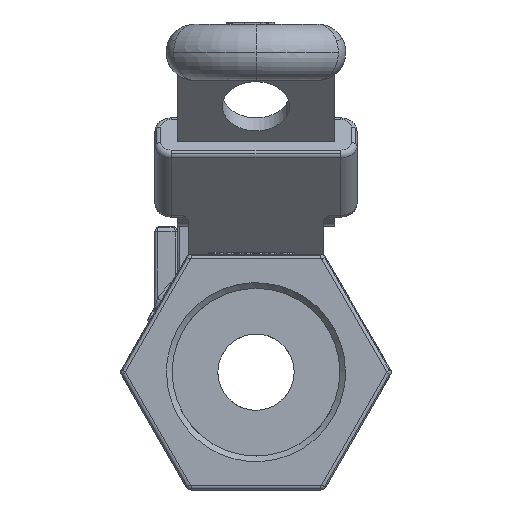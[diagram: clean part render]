
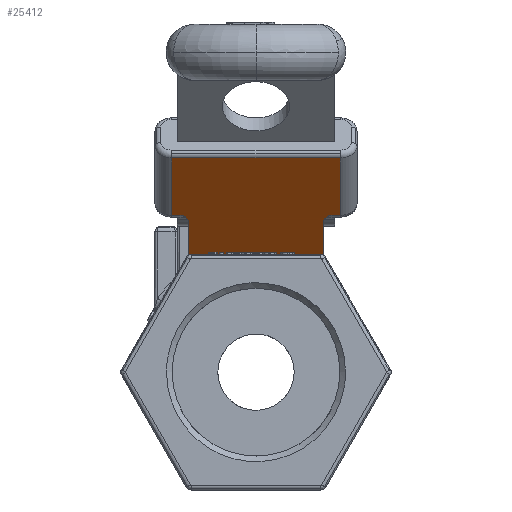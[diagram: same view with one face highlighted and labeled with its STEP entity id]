
A CAD part, front view. The second image highlights one B-rep face of the part: STEP entity #25412.
In plain terms, the highlighted planar face has unit normal (0, -0.73, -0.683).
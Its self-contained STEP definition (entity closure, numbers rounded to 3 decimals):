
#23847=CARTESIAN_POINT('',(-6.,-7.479,8.5));
#23848=VERTEX_POINT('',#23847);
#23855=CARTESIAN_POINT('',(-6.,-12.013,13.343));
#23856=VERTEX_POINT('',#23855);
#23857=CARTESIAN_POINT('',(-6.,-12.013,13.343));
#23858=DIRECTION('',(0.,0.683,-0.73));
#23859=VECTOR('',#23858,6.634);
#23860=LINE('',#23857,#23859);
#23861=EDGE_CURVE('',#23856,#23848,#23860,.T.);
#23930=CARTESIAN_POINT('',(6.,-7.479,8.5));
#23931=VERTEX_POINT('',#23930);
#23938=CARTESIAN_POINT('',(-6.,-7.479,8.5));
#23939=DIRECTION('',(1.,-0.,0.));
#23940=VECTOR('',#23939,12.);
#23941=LINE('',#23938,#23940);
#23942=EDGE_CURVE('',#23848,#23931,#23941,.T.);
#23969=CARTESIAN_POINT('',(6.,-12.013,13.343));
#23970=VERTEX_POINT('',#23969);
#23987=CARTESIAN_POINT('',(6.,-7.479,8.5));
#23988=DIRECTION('',(-0.,-0.683,0.73));
#23989=VECTOR('',#23988,6.634);
#23990=LINE('',#23987,#23989);
#23991=EDGE_CURVE('',#23931,#23970,#23990,.T.);
#24056=CARTESIAN_POINT('',(-6.5,-12.605,13.975));
#24057=VERTEX_POINT('',#24056);
#24058=CARTESIAN_POINT('',(-6.,-12.013,13.343));
#24059=CARTESIAN_POINT('',(-6.,-12.027,13.358));
#24060=CARTESIAN_POINT('',(-6.001,-12.041,13.373));
#24061=CARTESIAN_POINT('',(-6.003,-12.056,13.389));
#24062=CARTESIAN_POINT('',(-6.005,-12.07,13.404));
#24063=CARTESIAN_POINT('',(-6.008,-12.084,13.419));
#24064=CARTESIAN_POINT('',(-6.011,-12.099,13.435));
#24065=CARTESIAN_POINT('',(-6.013,-12.106,13.442));
#24066=CARTESIAN_POINT('',(-6.016,-12.113,13.45));
#24067=CARTESIAN_POINT('',(-6.018,-12.12,13.458));
#24068=CARTESIAN_POINT('',(-6.02,-12.128,13.466));
#24069=CARTESIAN_POINT('',(-6.023,-12.135,13.473));
#24070=CARTESIAN_POINT('',(-6.026,-12.142,13.481));
#24071=CARTESIAN_POINT('',(-6.032,-12.157,13.496));
#24072=CARTESIAN_POINT('',(-6.038,-12.171,13.512));
#24073=CARTESIAN_POINT('',(-6.045,-12.185,13.527));
#24074=CARTESIAN_POINT('',(-6.053,-12.199,13.542));
#24075=CARTESIAN_POINT('',(-6.061,-12.213,13.557));
#24076=CARTESIAN_POINT('',(-6.069,-12.226,13.571));
#24077=CARTESIAN_POINT('',(-6.078,-12.24,13.585));
#24078=CARTESIAN_POINT('',(-6.087,-12.253,13.599));
#24079=CARTESIAN_POINT('',(-6.096,-12.265,13.612));
#24080=CARTESIAN_POINT('',(-6.101,-12.271,13.619));
#24081=CARTESIAN_POINT('',(-6.106,-12.277,13.626));
#24082=CARTESIAN_POINT('',(-6.111,-12.284,13.632));
#24083=CARTESIAN_POINT('',(-6.116,-12.29,13.639));
#24084=CARTESIAN_POINT('',(-6.121,-12.296,13.645));
#24085=CARTESIAN_POINT('',(-6.126,-12.302,13.652));
#24086=CARTESIAN_POINT('',(-6.137,-12.314,13.665));
#24087=CARTESIAN_POINT('',(-6.148,-12.326,13.678));
#24088=CARTESIAN_POINT('',(-6.159,-12.338,13.691));
#24089=CARTESIAN_POINT('',(-6.171,-12.35,13.703));
#24090=CARTESIAN_POINT('',(-6.183,-12.362,13.716));
#24091=CARTESIAN_POINT('',(-6.196,-12.374,13.729));
#24092=CARTESIAN_POINT('',(-6.209,-12.386,13.742));
#24093=CARTESIAN_POINT('',(-6.222,-12.398,13.754));
#24094=CARTESIAN_POINT('',(-6.236,-12.41,13.767));
#24095=CARTESIAN_POINT('',(-6.263,-12.433,13.792));
#24096=CARTESIAN_POINT('',(-6.292,-12.456,13.817));
#24097=CARTESIAN_POINT('',(-6.322,-12.479,13.84));
#24098=CARTESIAN_POINT('',(-6.351,-12.501,13.864));
#24099=CARTESIAN_POINT('',(-6.382,-12.523,13.887));
#24100=CARTESIAN_POINT('',(-6.412,-12.544,13.91));
#24101=CARTESIAN_POINT('',(-6.442,-12.565,13.932));
#24102=CARTESIAN_POINT('',(-6.471,-12.585,13.954));
#24103=CARTESIAN_POINT('',(-6.5,-12.605,13.975));
#24104=B_SPLINE_CURVE_WITH_KNOTS('',3,(#24058,#24059,#24060,#24061,#24062,#24063,#24064,#24065,#24066,#24067,#24068,#24069,#24070,#24071,#24072,#24073,#24074,#24075,#24076,#24077,#24078,#24079,#24080,#24081,#24082,#24083,
#24084,#24085,#24086,#24087,#24088,#24089,#24090,#24091,#24092,#24093,#24094,#24095,#24096,#24097,#24098,#24099,#24100,#24101,#24102,#24103),.UNSPECIFIED.,.F.,.F.,(4,3,3,3,3,3,3,3,3,3,3,3,3,3,3,4),(0.252,0.258,0.265,0.268,0.271,0.277,0.283,0.289,0.292,0.295,0.301,0.307,0.313,0.325,0.337,0.349),.UNSPECIFIED.);
#24105=EDGE_CURVE('',#23856,#24057,#24104,.T.);
#24293=CARTESIAN_POINT('',(6.5,-12.605,13.975));
#24294=VERTEX_POINT('',#24293);
#24323=CARTESIAN_POINT('',(6.5,-12.605,13.975));
#24324=CARTESIAN_POINT('',(6.471,-12.585,13.954));
#24325=CARTESIAN_POINT('',(6.442,-12.565,13.932));
#24326=CARTESIAN_POINT('',(6.412,-12.544,13.91));
#24327=CARTESIAN_POINT('',(6.382,-12.522,13.887));
#24328=CARTESIAN_POINT('',(6.352,-12.501,13.864));
#24329=CARTESIAN_POINT('',(6.322,-12.478,13.84));
#24330=CARTESIAN_POINT('',(6.292,-12.456,13.816));
#24331=CARTESIAN_POINT('',(6.263,-12.433,13.792));
#24332=CARTESIAN_POINT('',(6.236,-12.409,13.767));
#24333=CARTESIAN_POINT('',(6.209,-12.386,13.742));
#24334=CARTESIAN_POINT('',(6.183,-12.362,13.716));
#24335=CARTESIAN_POINT('',(6.159,-12.338,13.69));
#24336=CARTESIAN_POINT('',(6.154,-12.332,13.684));
#24337=CARTESIAN_POINT('',(6.148,-12.326,13.678));
#24338=CARTESIAN_POINT('',(6.142,-12.32,13.671));
#24339=CARTESIAN_POINT('',(6.137,-12.314,13.665));
#24340=CARTESIAN_POINT('',(6.131,-12.308,13.658));
#24341=CARTESIAN_POINT('',(6.126,-12.302,13.652));
#24342=CARTESIAN_POINT('',(6.116,-12.29,13.638));
#24343=CARTESIAN_POINT('',(6.106,-12.277,13.625));
#24344=CARTESIAN_POINT('',(6.096,-12.265,13.612));
#24345=CARTESIAN_POINT('',(6.087,-12.252,13.598));
#24346=CARTESIAN_POINT('',(6.078,-12.239,13.585));
#24347=CARTESIAN_POINT('',(6.069,-12.226,13.571));
#24348=CARTESIAN_POINT('',(6.065,-12.219,13.564));
#24349=CARTESIAN_POINT('',(6.061,-12.213,13.556));
#24350=CARTESIAN_POINT('',(6.057,-12.206,13.549));
#24351=CARTESIAN_POINT('',(6.053,-12.199,13.542));
#24352=CARTESIAN_POINT('',(6.049,-12.192,13.534));
#24353=CARTESIAN_POINT('',(6.045,-12.185,13.527));
#24354=CARTESIAN_POINT('',(6.038,-12.171,13.512));
#24355=CARTESIAN_POINT('',(6.032,-12.157,13.497));
#24356=CARTESIAN_POINT('',(6.026,-12.142,13.481));
#24357=CARTESIAN_POINT('',(6.02,-12.128,13.466));
#24358=CARTESIAN_POINT('',(6.015,-12.113,13.45));
#24359=CARTESIAN_POINT('',(6.011,-12.098,13.434));
#24360=CARTESIAN_POINT('',(6.008,-12.084,13.419));
#24361=CARTESIAN_POINT('',(6.005,-12.069,13.403));
#24362=CARTESIAN_POINT('',(6.003,-12.055,13.388));
#24363=CARTESIAN_POINT('',(6.001,-12.041,13.373));
#24364=CARTESIAN_POINT('',(6.,-12.027,13.358));
#24365=CARTESIAN_POINT('',(6.,-12.013,13.343));
#24366=B_SPLINE_CURVE_WITH_KNOTS('',3,(#24323,#24324,#24325,#24326,#24327,#24328,#24329,#24330,#24331,#24332,#24333,#24334,#24335,#24336,#24337,#24338,#24339,#24340,#24341,#24342,#24343,#24344,#24345,#24346,#24347,#24348,
#24349,#24350,#24351,#24352,#24353,#24354,#24355,#24356,#24357,#24358,#24359,#24360,#24361,#24362,#24363,#24364,#24365),.UNSPECIFIED.,.F.,.F.,(4,3,3,3,3,3,3,3,3,3,3,3,3,3,4),(0.,0.012,0.024,0.036,0.049,0.052,0.055,0.061,0.067,0.07,0.073,0.079,0.085,0.091,0.097),.UNSPECIFIED.);
#24367=EDGE_CURVE('',#24294,#23970,#24366,.T.);
#24652=CARTESIAN_POINT('',(-7.5,-17.389,19.085));
#24653=VERTEX_POINT('',#24652);
#24776=CARTESIAN_POINT('',(7.5,-17.389,19.085));
#24777=VERTEX_POINT('',#24776);
#24778=CARTESIAN_POINT('',(-7.5,-17.389,19.085));
#24779=DIRECTION('',(1.,-0.,0.));
#24780=VECTOR('',#24779,15.);
#24781=LINE('',#24778,#24780);
#24782=EDGE_CURVE('',#24653,#24777,#24781,.T.);
#25359=CARTESIAN_POINT('',(7.5,-12.605,13.975));
#25360=VERTEX_POINT('',#25359);
#25361=CARTESIAN_POINT('',(7.5,-17.389,19.085));
#25362=DIRECTION('',(0.,0.683,-0.73));
#25363=VECTOR('',#25362,7.);
#25364=LINE('',#25361,#25363);
#25365=EDGE_CURVE('',#24777,#25360,#25364,.T.);
#25378=CARTESIAN_POINT('',(7.5,-17.73,19.45));
#25379=DIRECTION('',(0.,-0.73,-0.683));
#25380=DIRECTION('',(-1.,0.,-0.));
#25381=AXIS2_PLACEMENT_3D('',#25378,#25379,#25380);
#25382=PLANE('',#25381);
#25383=ORIENTED_EDGE('',*,*,#24782,.F.);
#25384=CARTESIAN_POINT('',(-7.5,-12.605,13.975));
#25385=VERTEX_POINT('',#25384);
#25386=CARTESIAN_POINT('',(-7.5,-17.389,19.085));
#25387=DIRECTION('',(0.,0.683,-0.73));
#25388=VECTOR('',#25387,7.);
#25389=LINE('',#25386,#25388);
#25390=EDGE_CURVE('',#24653,#25385,#25389,.T.);
#25391=ORIENTED_EDGE('',*,*,#25390,.T.);
#25392=CARTESIAN_POINT('',(-6.5,-12.605,13.975));
#25393=DIRECTION('',(-1.,0.,-0.));
#25394=VECTOR('',#25393,1.);
#25395=LINE('',#25392,#25394);
#25396=EDGE_CURVE('',#24057,#25385,#25395,.T.);
#25397=ORIENTED_EDGE('',*,*,#25396,.F.);
#25398=ORIENTED_EDGE('',*,*,#24105,.F.);
#25399=ORIENTED_EDGE('',*,*,#23861,.T.);
#25400=ORIENTED_EDGE('',*,*,#23942,.T.);
#25401=ORIENTED_EDGE('',*,*,#23991,.T.);
#25402=ORIENTED_EDGE('',*,*,#24367,.F.);
#25403=CARTESIAN_POINT('',(7.5,-12.605,13.975));
#25404=DIRECTION('',(-1.,0.,-0.));
#25405=VECTOR('',#25404,1.);
#25406=LINE('',#25403,#25405);
#25407=EDGE_CURVE('',#25360,#24294,#25406,.T.);
#25408=ORIENTED_EDGE('',*,*,#25407,.F.);
#25409=ORIENTED_EDGE('',*,*,#25365,.F.);
#25410=EDGE_LOOP('',(#25383,#25391,#25397,#25398,#25399,#25400,#25401,#25402,#25408,#25409));
#25411=FACE_BOUND('',#25410,.T.);
#25412=ADVANCED_FACE('',(#25411),#25382,.T.);
